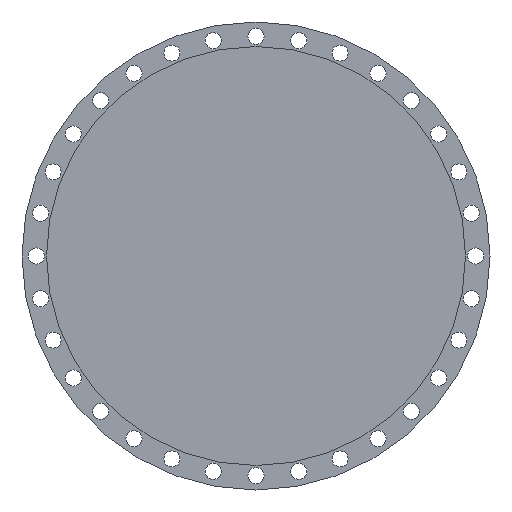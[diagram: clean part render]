
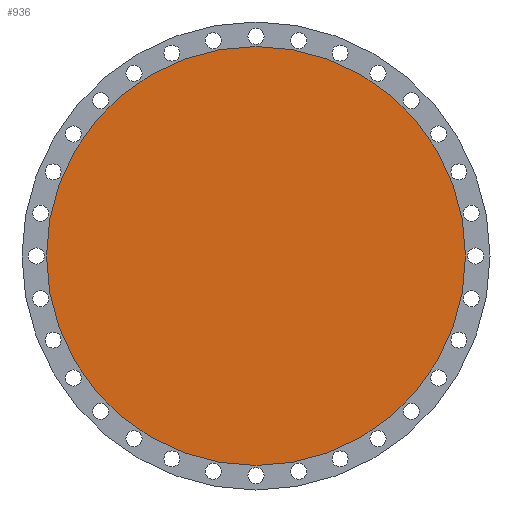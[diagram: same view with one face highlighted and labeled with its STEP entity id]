
A CAD part, left-side view. The second image highlights one B-rep face of the part: STEP entity #936.
In plain terms, the highlighted planar face has unit normal (-1, 0, 0).
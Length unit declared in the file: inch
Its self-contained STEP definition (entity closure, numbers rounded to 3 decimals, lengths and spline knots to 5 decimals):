
#20 = FACE_OUTER_BOUND ( 'NONE', #885, .T. ) ;
#249 = CARTESIAN_POINT ( 'NONE',  ( 0., 0., 0. ) ) ;
#304 = ORIENTED_EDGE ( 'NONE', *, *, #886, .T. ) ;
#626 = CIRCLE ( 'NONE', #1971, 31. ) ;
#645 = VERTEX_POINT ( 'NONE', #1453 ) ;
#809 = CARTESIAN_POINT ( 'NONE',  ( 0., 0., 0. ) ) ;
#885 = EDGE_LOOP ( 'NONE', ( #304, #2409 ) ) ;
#886 = EDGE_CURVE ( 'NONE', #645, #2569, #2005, .T. ) ;
#936 = ADVANCED_FACE ( 'NONE', ( #20 ), #2247, .T. ) ;
#1054 = DIRECTION ( 'NONE',  ( -1., 0., 0. ) ) ;
#1107 = DIRECTION ( 'NONE',  ( -1., 0., 0. ) ) ;
#1216 = AXIS2_PLACEMENT_3D ( 'NONE', #809, #1421, #2295 ) ;
#1364 = EDGE_CURVE ( 'NONE', #2569, #645, #626, .T. ) ;
#1421 = DIRECTION ( 'NONE',  ( -1., 0., 0. ) ) ;
#1453 = CARTESIAN_POINT ( 'NONE',  ( 0., 0., 31. ) ) ;
#1508 = AXIS2_PLACEMENT_3D ( 'NONE', #249, #1054, #1891 ) ;
#1659 = CARTESIAN_POINT ( 'NONE',  ( 0., 0., -31. ) ) ;
#1736 = CARTESIAN_POINT ( 'NONE',  ( 0., 0., 0. ) ) ;
#1887 = DIRECTION ( 'NONE',  ( 0., 0., 1. ) ) ;
#1891 = DIRECTION ( 'NONE',  ( 0., 0., 1. ) ) ;
#1971 = AXIS2_PLACEMENT_3D ( 'NONE', #1736, #1107, #1887 ) ;
#2005 = CIRCLE ( 'NONE', #1216, 31. ) ;
#2247 = PLANE ( 'NONE',  #1508 ) ;
#2295 = DIRECTION ( 'NONE',  ( 0., 0., 1. ) ) ;
#2409 = ORIENTED_EDGE ( 'NONE', *, *, #1364, .T. ) ;
#2569 = VERTEX_POINT ( 'NONE', #1659 ) ;
